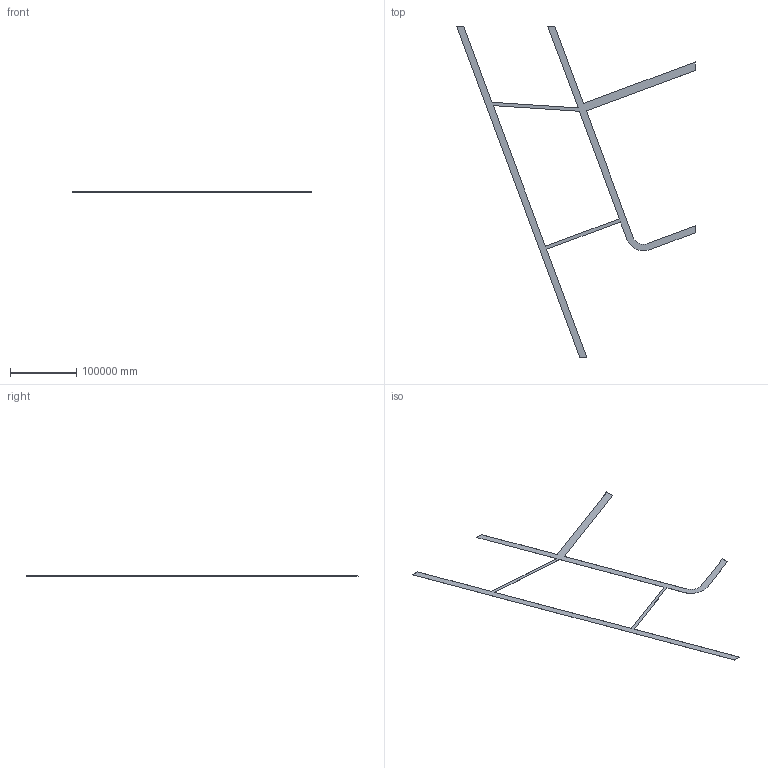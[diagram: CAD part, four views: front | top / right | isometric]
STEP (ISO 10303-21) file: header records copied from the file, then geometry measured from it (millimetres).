
FILE_DESCRIPTION (( 'STEP AP214' ), '1' );
FILE_NAME ('Road_Default_sldprt.STEP', '2023-03-24T01:05:21', ( '' ), ( '' ), 'SwSTEP 2.0', 'SolidWorks 2019', '' );
FILE_SCHEMA (( 'AUTOMOTIVE_DESIGN' ));
Length unit declared in the file: metre
Products named in the file (1): Road_Default_sldprt
Bounding box: 359445.11 x 500000 x 100 mm (x, y, z)
Volume: 1318674354923.5 mm3; surface area: 26657683873.7 mm2
Topology: 1 solids, 1 shells, 26 faces, 72 edges, 48 vertices
Faces by surface type: plane 24, cone 2
Entity records: 858 total; most frequent: CARTESIAN_POINT 147, ORIENTED_EDGE 144, DIRECTION 130, EDGE_CURVE 72, LINE 68, VECTOR 68, VERTEX_POINT 48, AXIS2_PLACEMENT_3D 31
